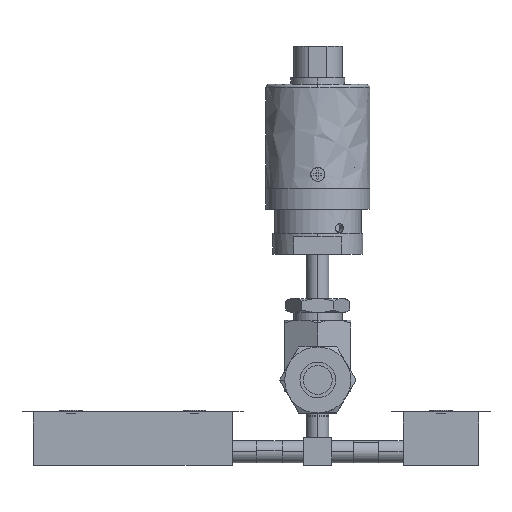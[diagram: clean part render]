
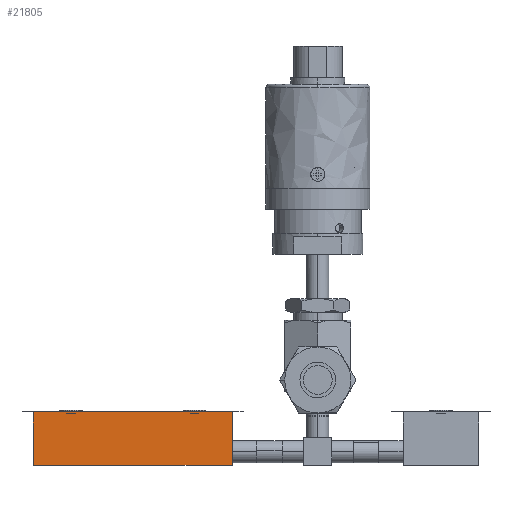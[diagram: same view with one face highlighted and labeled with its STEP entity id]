
A CAD part, top view. The second image highlights one B-rep face of the part: STEP entity #21805.
In plain terms, the highlighted planar face has unit normal (0, 0, 1).
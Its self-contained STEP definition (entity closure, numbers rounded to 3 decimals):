
#44 = AXIS2_PLACEMENT_3D ( 'NONE', #3734, #22631, #24829 ) ;
#3055 = ORIENTED_EDGE ( 'NONE', *, *, #20467, .F. ) ;
#3225 = EDGE_CURVE ( 'NONE', #13675, #18872, #24796, .T. ) ;
#3693 = DIRECTION ( 'NONE',  ( 1., 0., 0. ) ) ;
#3734 = CARTESIAN_POINT ( 'NONE',  ( -10.909, 15.443, 3.835 ) ) ;
#3785 = VECTOR ( 'NONE', #10512, 1000. ) ;
#5463 = ORIENTED_EDGE ( 'NONE', *, *, #14580, .T. ) ;
#6417 = VECTOR ( 'NONE', #8623, 1000. ) ;
#8552 = CARTESIAN_POINT ( 'NONE',  ( -46.469, 15.443, 3.835 ) ) ;
#8623 = DIRECTION ( 'NONE',  ( 0., 1., 0. ) ) ;
#10396 = FACE_OUTER_BOUND ( 'NONE', #13583, .T. ) ;
#10512 = DIRECTION ( 'NONE',  ( 0., -1., 0. ) ) ;
#10641 = LINE ( 'NONE', #15433, #18684 ) ;
#11353 = LINE ( 'NONE', #16151, #28935 ) ;
#12111 = CARTESIAN_POINT ( 'NONE',  ( 10.909, 0., 3.835 ) ) ;
#12666 = CARTESIAN_POINT ( 'NONE',  ( 10.909, 15.443, 3.835 ) ) ;
#13384 = CARTESIAN_POINT ( 'NONE',  ( -46.469, 0., 3.835 ) ) ;
#13583 = EDGE_LOOP ( 'NONE', ( #5463, #27793, #15473, #3055 ) ) ;
#13627 = CARTESIAN_POINT ( 'NONE',  ( 10.909, 15.443, 3.835 ) ) ;
#13675 = VERTEX_POINT ( 'NONE', #13627 ) ;
#14580 = EDGE_CURVE ( 'NONE', #14587, #18872, #11353, .T. ) ;
#14587 = VERTEX_POINT ( 'NONE', #13384 ) ;
#15433 = CARTESIAN_POINT ( 'NONE',  ( -10.909, 15.443, 3.835 ) ) ;
#15473 = ORIENTED_EDGE ( 'NONE', *, *, #17006, .F. ) ;
#16151 = CARTESIAN_POINT ( 'NONE',  ( -10.909, 0., 3.835 ) ) ;
#17006 = EDGE_CURVE ( 'NONE', #30258, #13675, #10641, .T. ) ;
#18684 = VECTOR ( 'NONE', #3693, 1000. ) ;
#18872 = VERTEX_POINT ( 'NONE', #12111 ) ;
#20245 = LINE ( 'NONE', #29727, #6417 ) ;
#20467 = EDGE_CURVE ( 'NONE', #14587, #30258, #20245, .T. ) ;
#21805 = ADVANCED_FACE ( 'NONE', ( #10396 ), #24968, .F. ) ;
#22631 = DIRECTION ( 'NONE',  ( 0., 0., -1. ) ) ;
#22857 = DIRECTION ( 'NONE',  ( 1., 0., 0. ) ) ;
#24796 = LINE ( 'NONE', #12666, #3785 ) ;
#24829 = DIRECTION ( 'NONE',  ( 0., -1., 0. ) ) ;
#24968 = PLANE ( 'NONE',  #44 ) ;
#27793 = ORIENTED_EDGE ( 'NONE', *, *, #3225, .F. ) ;
#28935 = VECTOR ( 'NONE', #22857, 1000. ) ;
#29727 = CARTESIAN_POINT ( 'NONE',  ( -46.469, 0., 3.835 ) ) ;
#30258 = VERTEX_POINT ( 'NONE', #8552 ) ;
